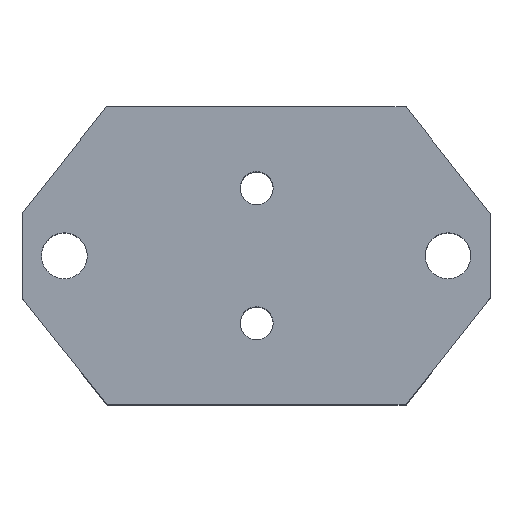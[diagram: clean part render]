
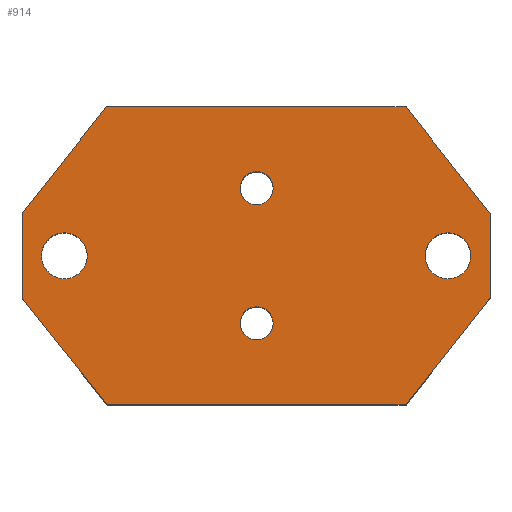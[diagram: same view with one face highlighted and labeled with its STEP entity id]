
A CAD part, top view. The second image highlights one B-rep face of the part: STEP entity #914.
In plain terms, the highlighted planar face has unit normal (0, 0, 1).
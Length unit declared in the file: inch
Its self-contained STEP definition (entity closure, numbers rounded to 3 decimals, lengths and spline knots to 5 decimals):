
#3 = VECTOR ( 'NONE', #422, 39.37008 ) ;
#5 = VECTOR ( 'NONE', #853, 39.37008 ) ;
#13 = DIRECTION ( 'NONE',  ( 1., 0., 0. ) ) ;
#18 = VERTEX_POINT ( 'NONE', #236 ) ;
#19 = AXIS2_PLACEMENT_3D ( 'NONE', #768, #386, #1130 ) ;
#26 = VERTEX_POINT ( 'NONE', #882 ) ;
#31 = CARTESIAN_POINT ( 'NONE',  ( 0.97749, 0.7684, -0.1 ) ) ;
#37 = LINE ( 'NONE', #31, #3 ) ;
#49 = DIRECTION ( 'NONE',  ( 0., 0., 1. ) ) ;
#52 = DIRECTION ( 'NONE',  ( 0., 0., 1. ) ) ;
#64 = EDGE_LOOP ( 'NONE', ( #985, #1008 ) ) ;
#67 = EDGE_CURVE ( 'NONE', #888, #588, #643, .T. ) ;
#87 = CARTESIAN_POINT ( 'NONE',  ( -1.3875, 0.88287, -0.1 ) ) ;
#120 = DIRECTION ( 'NONE',  ( 1., 0., 0. ) ) ;
#122 = CARTESIAN_POINT ( 'NONE',  ( -0.8875, 0.88287, -0.1 ) ) ;
#143 = DIRECTION ( 'NONE',  ( 1., 0., 0. ) ) ;
#144 = ORIENTED_EDGE ( 'NONE', *, *, #1140, .F. ) ;
#145 = PLANE ( 'NONE',  #1109 ) ;
#149 = EDGE_LOOP ( 'NONE', ( #219, #530 ) ) ;
#163 = DIRECTION ( 'NONE',  ( 0., 1., 0. ) ) ;
#168 = VERTEX_POINT ( 'NONE', #354 ) ;
#172 = VERTEX_POINT ( 'NONE', #302 ) ;
#181 = VERTEX_POINT ( 'NONE', #655 ) ;
#205 = CARTESIAN_POINT ( 'NONE',  ( 1.13625, 0., -0.1 ) ) ;
#212 = AXIS2_PLACEMENT_3D ( 'NONE', #1112, #1033, #13 ) ;
#213 = VECTOR ( 'NONE', #951, 39.37008 ) ;
#215 = FACE_BOUND ( 'NONE', #64, .T. ) ;
#219 = ORIENTED_EDGE ( 'NONE', *, *, #795, .F. ) ;
#227 = VERTEX_POINT ( 'NONE', #122 ) ;
#230 = VERTEX_POINT ( 'NONE', #430 ) ;
#235 = ORIENTED_EDGE ( 'NONE', *, *, #870, .F. ) ;
#236 = CARTESIAN_POINT ( 'NONE',  ( 1.385, -0.25, -0.1 ) ) ;
#238 = VERTEX_POINT ( 'NONE', #584 ) ;
#249 = CIRCLE ( 'NONE', #567, 0.13583 ) ;
#274 = EDGE_CURVE ( 'NONE', #630, #181, #743, .T. ) ;
#275 = CARTESIAN_POINT ( 'NONE',  ( -1.3875, -0.25, -0.1 ) ) ;
#279 = LINE ( 'NONE', #1029, #213 ) ;
#289 = LINE ( 'NONE', #575, #645 ) ;
#291 = ORIENTED_EDGE ( 'NONE', *, *, #809, .F. ) ;
#300 = DIRECTION ( 'NONE',  ( 1., 0., 0. ) ) ;
#301 = EDGE_CURVE ( 'NONE', #630, #1185, #382, .T. ) ;
#302 = CARTESIAN_POINT ( 'NONE',  ( -1.3875, 0.25, -0.1 ) ) ;
#307 = CIRCLE ( 'NONE', #740, 0.13583 ) ;
#309 = FACE_BOUND ( 'NONE', #501, .T. ) ;
#310 = CARTESIAN_POINT ( 'NONE',  ( -1.13625, 0., -0.1 ) ) ;
#315 = FACE_OUTER_BOUND ( 'NONE', #912, .T. ) ;
#323 = AXIS2_PLACEMENT_3D ( 'NONE', #715, #536, #455 ) ;
#325 = VECTOR ( 'NONE', #163, 39.37008 ) ;
#331 = VERTEX_POINT ( 'NONE', #568 ) ;
#354 = CARTESIAN_POINT ( 'NONE',  ( 0.8875, 0.88287, -0.1 ) ) ;
#378 = CARTESIAN_POINT ( 'NONE',  ( -0.97008, -0.7735, -0.1 ) ) ;
#382 = LINE ( 'NONE', #378, #405 ) ;
#386 = DIRECTION ( 'NONE',  ( 0., 0., 1. ) ) ;
#405 = VECTOR ( 'NONE', #658, 39.37008 ) ;
#410 = VERTEX_POINT ( 'NONE', #1145 ) ;
#413 = ORIENTED_EDGE ( 'NONE', *, *, #1018, .F. ) ;
#422 = DIRECTION ( 'NONE',  ( 0.618, -0.786, 0. ) ) ;
#425 = AXIS2_PLACEMENT_3D ( 'NONE', #310, #507, #143 ) ;
#430 = CARTESIAN_POINT ( 'NONE',  ( 1.385, 0.25, -0.1 ) ) ;
#432 = EDGE_LOOP ( 'NONE', ( #1178, #599 ) ) ;
#449 = ORIENTED_EDGE ( 'NONE', *, *, #301, .F. ) ;
#455 = DIRECTION ( 'NONE',  ( -1., 0., 0. ) ) ;
#470 = EDGE_CURVE ( 'NONE', #1152, #238, #955, .T. ) ;
#474 = CARTESIAN_POINT ( 'NONE',  ( 1.13625, 0., -0.1 ) ) ;
#484 = CARTESIAN_POINT ( 'NONE',  ( 0.00231, 0.39999, -0.1 ) ) ;
#486 = AXIS2_PLACEMENT_3D ( 'NONE', #484, #1138, #676 ) ;
#491 = ORIENTED_EDGE ( 'NONE', *, *, #274, .T. ) ;
#495 = DIRECTION ( 'NONE',  ( 0., -1., 0. ) ) ;
#501 = EDGE_LOOP ( 'NONE', ( #783, #738 ) ) ;
#504 = EDGE_CURVE ( 'NONE', #238, #1152, #855, .T. ) ;
#507 = DIRECTION ( 'NONE',  ( 0., 0., 1. ) ) ;
#514 = CARTESIAN_POINT ( 'NONE',  ( 0.00231, 0.39999, -0.1 ) ) ;
#523 = EDGE_CURVE ( 'NONE', #26, #410, #1011, .T. ) ;
#524 = AXIS2_PLACEMENT_3D ( 'NONE', #514, #49, #300 ) ;
#530 = ORIENTED_EDGE ( 'NONE', *, *, #67, .F. ) ;
#536 = DIRECTION ( 'NONE',  ( 0., 0., 1. ) ) ;
#539 = VERTEX_POINT ( 'NONE', #938 ) ;
#549 = CARTESIAN_POINT ( 'NONE',  ( -1.27208, 0., -0.1 ) ) ;
#567 = AXIS2_PLACEMENT_3D ( 'NONE', #205, #667, #495 ) ;
#568 = CARTESIAN_POINT ( 'NONE',  ( 1.27208, 0., -0.1 ) ) ;
#575 = CARTESIAN_POINT ( 'NONE',  ( -3.70437, 0.88287, -0.1 ) ) ;
#584 = CARTESIAN_POINT ( 'NONE',  ( 0.10031, -0.39999, -0.1 ) ) ;
#588 = VERTEX_POINT ( 'NONE', #549 ) ;
#592 = DIRECTION ( 'NONE',  ( 0., -1., 0. ) ) ;
#599 = ORIENTED_EDGE ( 'NONE', *, *, #470, .F. ) ;
#611 = FACE_BOUND ( 'NONE', #149, .T. ) ;
#630 = VERTEX_POINT ( 'NONE', #990 ) ;
#635 = ORIENTED_EDGE ( 'NONE', *, *, #789, .F. ) ;
#643 = CIRCLE ( 'NONE', #425, 0.13583 ) ;
#645 = VECTOR ( 'NONE', #120, 39.37008 ) ;
#655 = CARTESIAN_POINT ( 'NONE',  ( 0.8875, -0.88287, -0.1 ) ) ;
#658 = DIRECTION ( 'NONE',  ( -0.623, 0.782, 0. ) ) ;
#661 = DIRECTION ( 'NONE',  ( 0., -1., 0. ) ) ;
#667 = DIRECTION ( 'NONE',  ( 0., 0., 1. ) ) ;
#676 = DIRECTION ( 'NONE',  ( 1., 0., 0. ) ) ;
#678 = VECTOR ( 'NONE', #1028, 39.37008 ) ;
#715 = CARTESIAN_POINT ( 'NONE',  ( 0.00231, -0.39999, -0.1 ) ) ;
#738 = ORIENTED_EDGE ( 'NONE', *, *, #523, .F. ) ;
#740 = AXIS2_PLACEMENT_3D ( 'NONE', #474, #1039, #934 ) ;
#743 = LINE ( 'NONE', #765, #678 ) ;
#765 = CARTESIAN_POINT ( 'NONE',  ( -3.70437, -0.88287, -0.1 ) ) ;
#768 = CARTESIAN_POINT ( 'NONE',  ( 0.00231, -0.39999, -0.1 ) ) ;
#770 = CARTESIAN_POINT ( 'NONE',  ( -3.70437, 0.88287, -0.1 ) ) ;
#783 = ORIENTED_EDGE ( 'NONE', *, *, #829, .F. ) ;
#789 = EDGE_CURVE ( 'NONE', #230, #18, #831, .T. ) ;
#795 = EDGE_CURVE ( 'NONE', #588, #888, #1181, .T. ) ;
#809 = EDGE_CURVE ( 'NONE', #227, #168, #289, .T. ) ;
#829 = EDGE_CURVE ( 'NONE', #410, #26, #977, .T. ) ;
#831 = LINE ( 'NONE', #1196, #958 ) ;
#853 = DIRECTION ( 'NONE',  ( 0.618, 0.786, 0. ) ) ;
#855 = CIRCLE ( 'NONE', #323, 0.098 ) ;
#861 = CARTESIAN_POINT ( 'NONE',  ( -0.09569, -0.39999, -0.1 ) ) ;
#870 = EDGE_CURVE ( 'NONE', #168, #230, #37, .T. ) ;
#873 = ORIENTED_EDGE ( 'NONE', *, *, #1149, .T. ) ;
#882 = CARTESIAN_POINT ( 'NONE',  ( -0.09569, 0.39999, -0.1 ) ) ;
#888 = VERTEX_POINT ( 'NONE', #1139 ) ;
#912 = EDGE_LOOP ( 'NONE', ( #635, #235, #291, #144, #413, #449, #491, #873 ) ) ;
#914 = ADVANCED_FACE ( 'NONE', ( #315, #309, #1055, #611, #215 ), #145, .T. ) ;
#934 = DIRECTION ( 'NONE',  ( 0., -1., 0. ) ) ;
#938 = CARTESIAN_POINT ( 'NONE',  ( 1.00042, 0., -0.1 ) ) ;
#951 = DIRECTION ( 'NONE',  ( 0.62, 0.785, 0. ) ) ;
#955 = CIRCLE ( 'NONE', #19, 0.098 ) ;
#958 = VECTOR ( 'NONE', #661, 39.37008 ) ;
#977 = CIRCLE ( 'NONE', #524, 0.098 ) ;
#985 = ORIENTED_EDGE ( 'NONE', *, *, #1097, .F. ) ;
#990 = CARTESIAN_POINT ( 'NONE',  ( -0.88287, -0.88287, -0.1 ) ) ;
#1008 = ORIENTED_EDGE ( 'NONE', *, *, #1131, .F. ) ;
#1011 = CIRCLE ( 'NONE', #486, 0.098 ) ;
#1012 = LINE ( 'NONE', #87, #325 ) ;
#1018 = EDGE_CURVE ( 'NONE', #1185, #172, #1012, .T. ) ;
#1028 = DIRECTION ( 'NONE',  ( 1., 0., 0. ) ) ;
#1029 = CARTESIAN_POINT ( 'NONE',  ( -0.97589, 0.771, -0.1 ) ) ;
#1033 = DIRECTION ( 'NONE',  ( 0., 0., 1. ) ) ;
#1039 = DIRECTION ( 'NONE',  ( 0., 0., 1. ) ) ;
#1055 = FACE_BOUND ( 'NONE', #432, .T. ) ;
#1097 = EDGE_CURVE ( 'NONE', #539, #331, #249, .T. ) ;
#1109 = AXIS2_PLACEMENT_3D ( 'NONE', #770, #52, #592 ) ;
#1112 = CARTESIAN_POINT ( 'NONE',  ( -1.13625, 0., -0.1 ) ) ;
#1121 = LINE ( 'NONE', #1128, #5 ) ;
#1128 = CARTESIAN_POINT ( 'NONE',  ( 0.97749, -0.7684, -0.1 ) ) ;
#1130 = DIRECTION ( 'NONE',  ( -1., 0., 0. ) ) ;
#1131 = EDGE_CURVE ( 'NONE', #331, #539, #307, .T. ) ;
#1138 = DIRECTION ( 'NONE',  ( 0., 0., 1. ) ) ;
#1139 = CARTESIAN_POINT ( 'NONE',  ( -1.00042, 0., -0.1 ) ) ;
#1140 = EDGE_CURVE ( 'NONE', #172, #227, #279, .T. ) ;
#1145 = CARTESIAN_POINT ( 'NONE',  ( 0.10031, 0.39999, -0.1 ) ) ;
#1149 = EDGE_CURVE ( 'NONE', #181, #18, #1121, .T. ) ;
#1152 = VERTEX_POINT ( 'NONE', #861 ) ;
#1178 = ORIENTED_EDGE ( 'NONE', *, *, #504, .F. ) ;
#1181 = CIRCLE ( 'NONE', #212, 0.13583 ) ;
#1185 = VERTEX_POINT ( 'NONE', #275 ) ;
#1196 = CARTESIAN_POINT ( 'NONE',  ( 1.385, 0.88287, -0.1 ) ) ;
